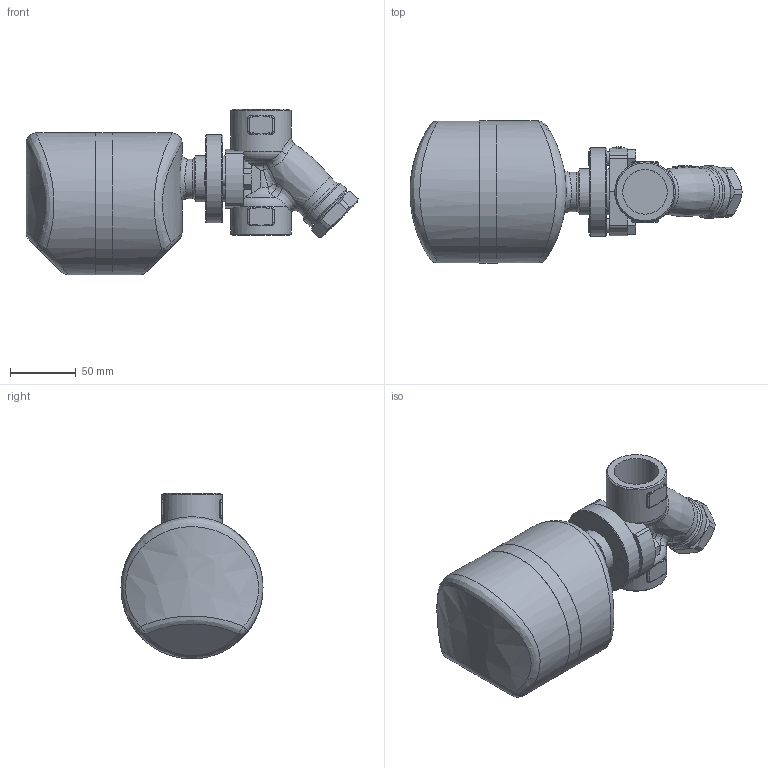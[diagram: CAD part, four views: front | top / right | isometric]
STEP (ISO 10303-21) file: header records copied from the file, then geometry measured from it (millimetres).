
FILE_DESCRIPTION((''),'2;1');
FILE_NAME('fs5h0-025-sw000-00.stp','2010-05-25T16:41:29',('nakaot'),(''),'Autodesk Inventor 2008','Autodesk Inventor 2008','');
FILE_SCHEMA(('AUTOMOTIVE_DESIGN { 1 0 10303 214 1 1 1 1 }'));
Length unit declared in the file: millimetre
Products named in the file (1): fs5h0-025-sw000-00
Bounding box: 252.48 x 108 x 126 mm (x, y, z)
Volume: 1222723.7 mm3; surface area: 121074.1 mm2
Topology: 1 solids, 2 shells, 296 faces, 705 edges, 422 vertices
Faces by surface type: bspline 108, cylinder 87, plane 71, cone 18, torus 10, sphere 2
Full cylindrical faces by diameter (mm): 10 x2, 10.5 x1, 30 x1, 32 x1, 33 x1, 35 x3, 36 x1, 40 x1, 46 x2, 60 x2, 67 x1, 108 x2
Entity records: 15420 total; most frequent: CARTESIAN_POINT 9382, ORIENTED_EDGE 1292, DIRECTION 1104, EDGE_CURVE 646, AXIS2_PLACEMENT_3D 459, VERTEX_POINT 415, EDGE_LOOP 363, FACE_OUTER_BOUND 296
